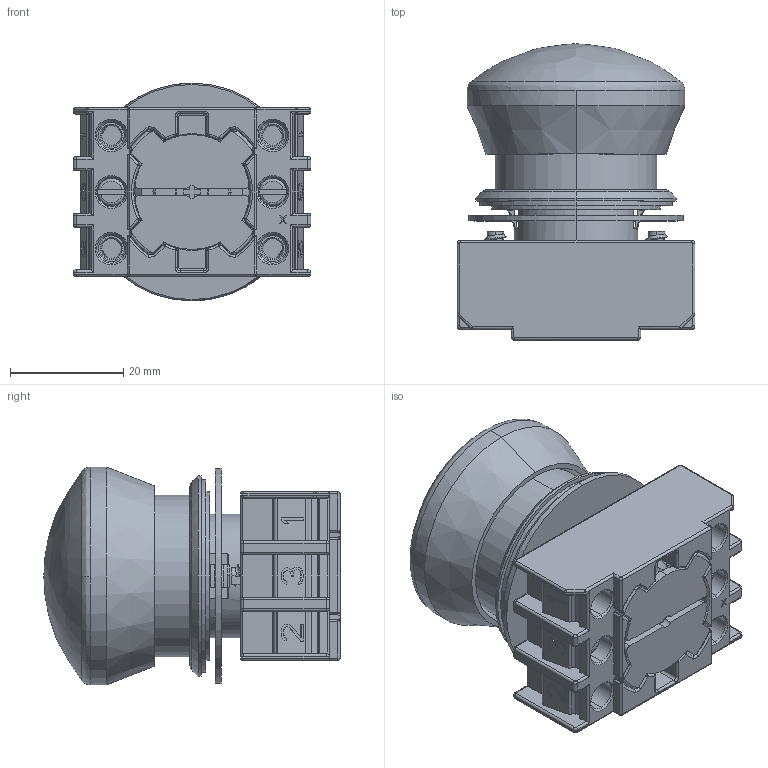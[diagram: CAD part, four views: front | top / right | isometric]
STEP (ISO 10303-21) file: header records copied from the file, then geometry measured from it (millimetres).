
FILE_DESCRIPTION (( 'STEP AP203' ), '1' );
FILE_NAME ('EDRR40.VHRT.step', '2020-12-14T22:25:46', ( '' ), ( '' ), 'SwSTEP 2.0', 'SolidWorks 2019', '' );
FILE_SCHEMA (( 'CONFIG_CONTROL_DESIGN' ));
Length unit declared in the file: millimetre
Products named in the file (1): EDRR40.VHRT
Bounding box: 42 x 52.35 x 38.5 mm (x, y, z)
Volume: 31122.4 mm3; surface area: 21471.9 mm2
Topology: 8 solids, 8 shells, 1427 faces, 3770 edges, 2337 vertices
Faces by surface type: plane 532, cylinder 486, bspline 258, cone 128, torus 23
Entity records: 61308 total; most frequent: CARTESIAN_POINT 28330, ORIENTED_EDGE 7464, DIRECTION 6206, EDGE_CURVE 3732, VERTEX_POINT 2337, AXIS2_PLACEMENT_3D 2160, VECTOR 1886, LINE 1886
